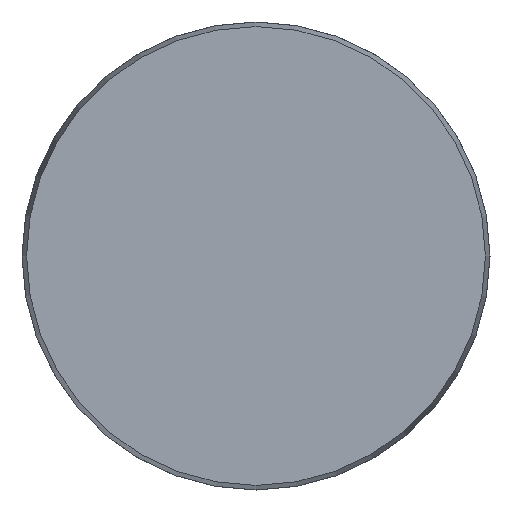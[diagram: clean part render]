
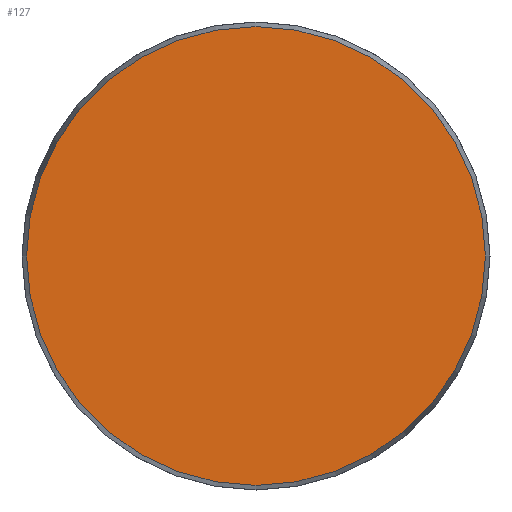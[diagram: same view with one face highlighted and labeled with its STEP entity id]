
A CAD part, front view. The second image highlights one B-rep face of the part: STEP entity #127.
In plain terms, the highlighted planar face has unit normal (0, -1, 0).
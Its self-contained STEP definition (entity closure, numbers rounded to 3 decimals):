
#37 = DIRECTION ( 'NONE',  ( 0., 0., 1. ) ) ;
#51 = PLANE ( 'NONE',  #624 ) ;
#90 = CARTESIAN_POINT ( 'NONE',  ( 0., 0., 0. ) ) ;
#97 = FACE_OUTER_BOUND ( 'NONE', #359, .T. ) ;
#127 = ADVANCED_FACE ( 'NONE', ( #97 ), #51, .F. ) ;
#145 = AXIS2_PLACEMENT_3D ( 'NONE', #90, #344, #152 ) ;
#152 = DIRECTION ( 'NONE',  ( 0., 0., -1. ) ) ;
#196 = EDGE_CURVE ( 'NONE', #597, #597, #477, .T. ) ;
#221 = CARTESIAN_POINT ( 'NONE',  ( -28.425, 0., 0. ) ) ;
#344 = DIRECTION ( 'NONE',  ( 0., -1., 0. ) ) ;
#359 = EDGE_LOOP ( 'NONE', ( #638 ) ) ;
#477 = CIRCLE ( 'NONE', #145, 28.425 ) ;
#513 = DIRECTION ( 'NONE',  ( 0., 1., 0. ) ) ;
#587 = CARTESIAN_POINT ( 'NONE',  ( 0., 0., -28.425 ) ) ;
#597 = VERTEX_POINT ( 'NONE', #587 ) ;
#624 = AXIS2_PLACEMENT_3D ( 'NONE', #221, #513, #37 ) ;
#638 = ORIENTED_EDGE ( 'NONE', *, *, #196, .T. ) ;
